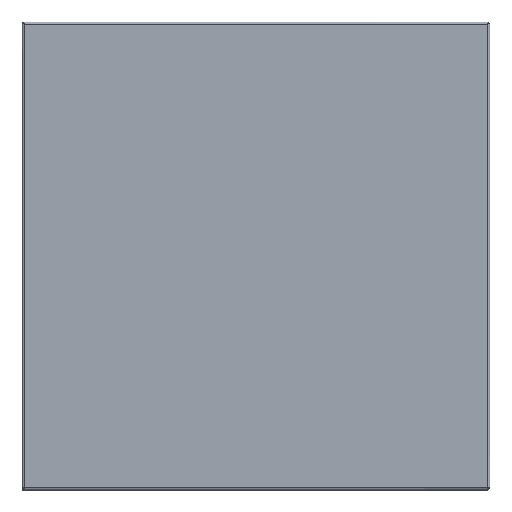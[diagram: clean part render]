
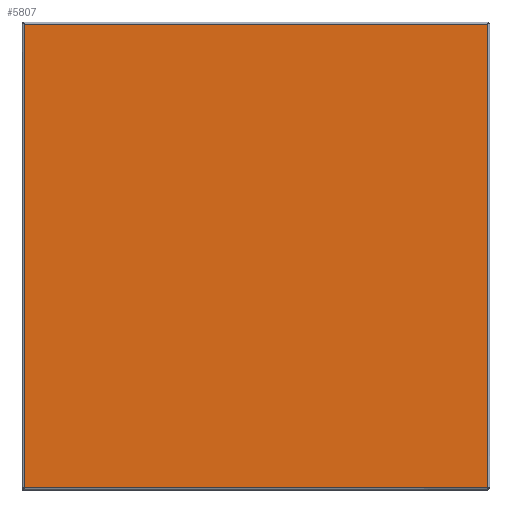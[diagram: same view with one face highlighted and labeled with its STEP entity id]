
A CAD part, top view. The second image highlights one B-rep face of the part: STEP entity #5807.
In plain terms, the highlighted planar face has unit normal (0, 0, 1).
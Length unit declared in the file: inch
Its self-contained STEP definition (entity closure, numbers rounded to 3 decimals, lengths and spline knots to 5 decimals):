
#554 = VERTEX_POINT ( 'NONE', #11151 ) ;
#608 = LINE ( 'NONE', #5559, #6178 ) ;
#852 = DIRECTION ( 'NONE',  ( 1., 0., 0. ) ) ;
#964 = VERTEX_POINT ( 'NONE', #4477 ) ;
#1042 = EDGE_CURVE ( 'NONE', #4265, #964, #1372, .T. ) ;
#1372 = LINE ( 'NONE', #4090, #9065 ) ;
#1500 = DIRECTION ( 'NONE',  ( 0., 0., 1. ) ) ;
#2178 = EDGE_CURVE ( 'NONE', #554, #4265, #10652, .T. ) ;
#2223 = ORIENTED_EDGE ( 'NONE', *, *, #1042, .T. ) ;
#2270 = ORIENTED_EDGE ( 'NONE', *, *, #2178, .T. ) ;
#2507 = PLANE ( 'NONE',  #6435 ) ;
#2809 = ORIENTED_EDGE ( 'NONE', *, *, #8214, .T. ) ;
#3998 = ORIENTED_EDGE ( 'NONE', *, *, #10216, .T. ) ;
#4090 = CARTESIAN_POINT ( 'NONE',  ( 0.10525, 18.04113, 0.074 ) ) ;
#4213 = DIRECTION ( 'NONE',  ( 0., -1., 0. ) ) ;
#4265 = VERTEX_POINT ( 'NONE', #5244 ) ;
#4477 = CARTESIAN_POINT ( 'NONE',  ( 0.10525, 0.10525, 0.074 ) ) ;
#5244 = CARTESIAN_POINT ( 'NONE',  ( 0.10525, 24.01975, 0.074 ) ) ;
#5559 = CARTESIAN_POINT ( 'NONE',  ( 24.01975, 6.08387, 0.074 ) ) ;
#5807 = ADVANCED_FACE ( 'NONE', ( #10236 ), #2507, .T. ) ;
#6178 = VECTOR ( 'NONE', #8433, 39.37008 ) ;
#6435 = AXIS2_PLACEMENT_3D ( 'NONE', #7773, #1500, #8814 ) ;
#6446 = VECTOR ( 'NONE', #852, 39.37008 ) ;
#7773 = CARTESIAN_POINT ( 'NONE',  ( 12.0625, 12.0625, 0.074 ) ) ;
#7918 = VECTOR ( 'NONE', #12846, 39.37008 ) ;
#8214 = EDGE_CURVE ( 'NONE', #12108, #554, #608, .T. ) ;
#8433 = DIRECTION ( 'NONE',  ( 0., 1., 0. ) ) ;
#8814 = DIRECTION ( 'NONE',  ( 1., 0., 0. ) ) ;
#9065 = VECTOR ( 'NONE', #4213, 39.37008 ) ;
#10191 = CARTESIAN_POINT ( 'NONE',  ( 6.08387, 0.10525, 0.074 ) ) ;
#10216 = EDGE_CURVE ( 'NONE', #964, #12108, #12290, .T. ) ;
#10236 = FACE_OUTER_BOUND ( 'NONE', #10753, .T. ) ;
#10652 = LINE ( 'NONE', #13295, #7918 ) ;
#10753 = EDGE_LOOP ( 'NONE', ( #2809, #2270, #2223, #3998 ) ) ;
#11151 = CARTESIAN_POINT ( 'NONE',  ( 24.01975, 24.01975, 0.074 ) ) ;
#12108 = VERTEX_POINT ( 'NONE', #13312 ) ;
#12290 = LINE ( 'NONE', #10191, #6446 ) ;
#12846 = DIRECTION ( 'NONE',  ( -1., 0., 0. ) ) ;
#13295 = CARTESIAN_POINT ( 'NONE',  ( 18.04113, 24.01975, 0.074 ) ) ;
#13312 = CARTESIAN_POINT ( 'NONE',  ( 24.01975, 0.10525, 0.074 ) ) ;
